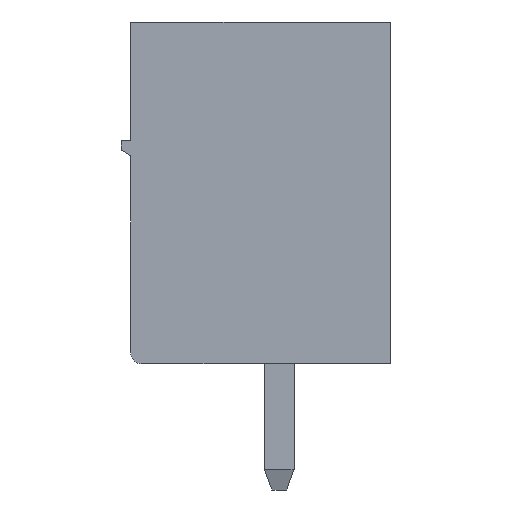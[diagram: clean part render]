
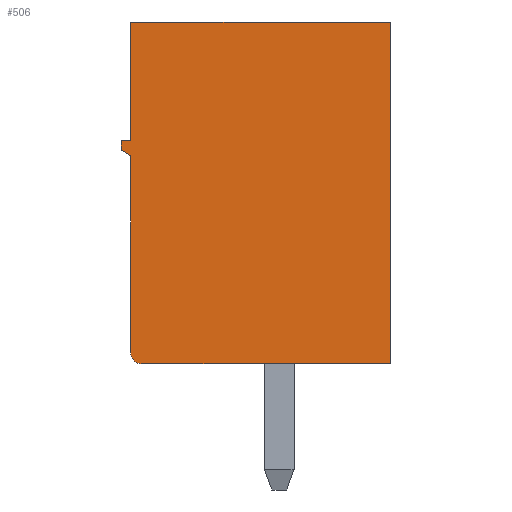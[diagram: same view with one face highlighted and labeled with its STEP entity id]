
A CAD part, left-side view. The second image highlights one B-rep face of the part: STEP entity #506.
In plain terms, the highlighted planar face has unit normal (-1, 0, 0).
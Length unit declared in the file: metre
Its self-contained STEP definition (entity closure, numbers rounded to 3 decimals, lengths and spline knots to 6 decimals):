
#506=ADVANCED_FACE('',(#1283),#1284,.T.);
#1283=FACE_OUTER_BOUND('',#2335,.T.);
#1284=PLANE('',#2336);
#2335=EDGE_LOOP('',(#3907,#3908,#3909,#3910,#3911,#3912,#3913,#3914,#3915));
#2336=AXIS2_PLACEMENT_3D('',#3916,#3917,#3918);
#3907=ORIENTED_EDGE('',*,*,#6269,.F.);
#3908=ORIENTED_EDGE('',*,*,#6273,.F.);
#3909=ORIENTED_EDGE('',*,*,#6277,.F.);
#3910=ORIENTED_EDGE('',*,*,#6281,.F.);
#3911=ORIENTED_EDGE('',*,*,#6285,.T.);
#3912=ORIENTED_EDGE('',*,*,#6439,.T.);
#3913=ORIENTED_EDGE('',*,*,#6401,.T.);
#3914=ORIENTED_EDGE('',*,*,#6303,.T.);
#3915=ORIENTED_EDGE('',*,*,#6265,.F.);
#3916=CARTESIAN_POINT('',(-1.087027,0.01036,-0.008267));
#3917=DIRECTION('',(-1.0,0.,0.0));
#3918=DIRECTION('',(0.,-1.0,0.0));
#6265=EDGE_CURVE('',#7482,#7478,#7484,.T.);
#6269=EDGE_CURVE('',#7488,#7482,#7490,.T.);
#6273=EDGE_CURVE('',#7494,#7488,#7496,.T.);
#6277=EDGE_CURVE('',#7500,#7494,#7502,.T.);
#6281=EDGE_CURVE('',#7506,#7500,#7508,.T.);
#6285=EDGE_CURVE('',#7506,#7512,#7514,.T.);
#6303=EDGE_CURVE('',#7545,#7478,#7548,.T.);
#6401=EDGE_CURVE('',#7742,#7545,#7743,.T.);
#6439=EDGE_CURVE('',#7512,#7742,#7806,.T.);
#7478=VERTEX_POINT('',#9245);
#7482=VERTEX_POINT('',#9251);
#7484=LINE('',#9254,#9255);
#7488=VERTEX_POINT('',#9260);
#7490=LINE('',#9263,#9264);
#7494=VERTEX_POINT('',#9269);
#7496=LINE('',#9272,#9273);
#7500=VERTEX_POINT('',#9278);
#7502=LINE('',#9281,#9282);
#7506=VERTEX_POINT('',#9287);
#7508=LINE('',#9290,#9291);
#7512=VERTEX_POINT('',#9295);
#7514=CIRCLE('',#9298,0.0003);
#7545=VERTEX_POINT('',#9342);
#7548=LINE('',#9347,#9348);
#7742=VERTEX_POINT('',#9630);
#7743=LINE('',#9631,#9632);
#7806=LINE('',#9730,#9731);
#9245=CARTESIAN_POINT('',(-1.087027,0.01086,0.000933));
#9251=CARTESIAN_POINT('',(-1.087027,0.01086,-0.002267));
#9254=CARTESIAN_POINT('',(-1.087027,0.01086,-0.008267));
#9255=VECTOR('',#11817,1.0);
#9260=CARTESIAN_POINT('',(-1.087027,0.01111,-0.002267));
#9263=CARTESIAN_POINT('',(-1.087027,0.01036,-0.002267));
#9264=VECTOR('',#11820,1.0);
#9269=CARTESIAN_POINT('',(-1.087027,0.01111,-0.002517));
#9272=CARTESIAN_POINT('',(-1.087027,0.01111,-0.008267));
#9273=VECTOR('',#11823,1.0);
#9278=CARTESIAN_POINT('',(-1.087027,0.01086,-0.002667));
#9281=CARTESIAN_POINT('',(-1.087027,0.008021,-0.00437));
#9282=VECTOR('',#11826,1.0);
#9287=CARTESIAN_POINT('',(-1.087027,0.01086,-0.007967));
#9290=CARTESIAN_POINT('',(-1.087027,0.01086,-0.008267));
#9291=VECTOR('',#11829,1.0);
#9295=CARTESIAN_POINT('',(-1.087027,0.01056,-0.008267));
#9298=AXIS2_PLACEMENT_3D('',#11834,#11835,#11836);
#9342=CARTESIAN_POINT('',(-1.087027,0.00386,0.000933));
#9347=CARTESIAN_POINT('',(-1.087027,0.01036,0.000933));
#9348=VECTOR('',#11855,1.0);
#9630=CARTESIAN_POINT('',(-1.087027,0.00386,-0.008267));
#9631=CARTESIAN_POINT('',(-1.087027,0.00386,-0.008267));
#9632=VECTOR('',#11968,1.0);
#9730=CARTESIAN_POINT('',(-1.087027,0.01036,-0.008267));
#9731=VECTOR('',#12007,1.0);
#11817=DIRECTION('',(0.,0.,1.0));
#11820=DIRECTION('',(0.,-1.0,0.));
#11823=DIRECTION('',(0.,0.,1.0));
#11826=DIRECTION('',(0.,0.857,0.514));
#11829=DIRECTION('',(0.,0.,1.0));
#11834=CARTESIAN_POINT('',(-1.087027,0.01056,-0.007967));
#11835=DIRECTION('',(-1.0,0.,0.0));
#11836=DIRECTION('',(0.,-1.0,0.0));
#11855=DIRECTION('',(0.,1.0,-0.0));
#11968=DIRECTION('',(0.0,0.0,1.0));
#12007=DIRECTION('',(0.,-1.0,0.0));
